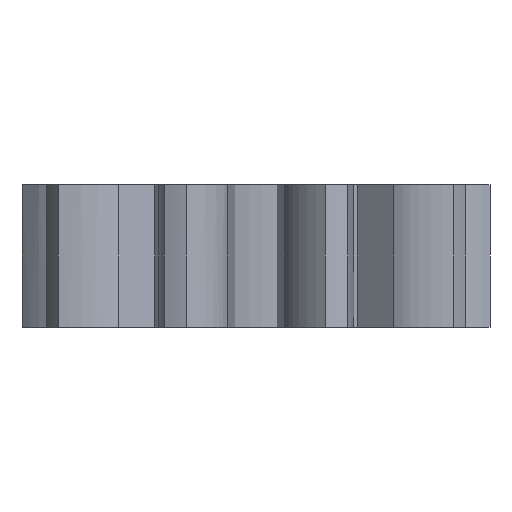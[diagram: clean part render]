
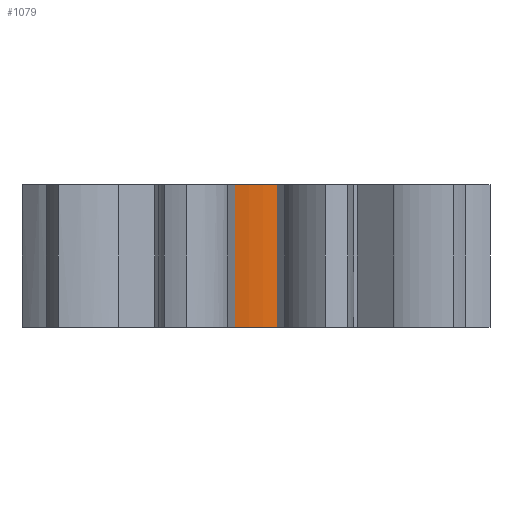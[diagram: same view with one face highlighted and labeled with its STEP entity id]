
A CAD part, left-side view. The second image highlights one B-rep face of the part: STEP entity #1079.
In plain terms, the highlighted cylindrical face has radius 0.939 mm (diameter 1.878 mm), a partial arc.
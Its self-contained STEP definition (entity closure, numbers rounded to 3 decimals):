
#29=CIRCLE('',#1139,0.939);
#47=CIRCLE('',#1170,0.939);
#66=CYLINDRICAL_SURFACE('',#1169,0.939);
#156=FACE_OUTER_BOUND('',#214,.T.);
#214=EDGE_LOOP('',(#852,#853,#854,#855));
#293=LINE('',#4319,#384);
#298=LINE('',#4782,#389);
#384=VECTOR('',#1334,10.);
#389=VECTOR('',#1347,10.);
#459=VERTEX_POINT('',#2564);
#460=VERTEX_POINT('',#2566);
#505=VERTEX_POINT('',#4318);
#509=VERTEX_POINT('',#4780);
#574=EDGE_CURVE('',#460,#459,#29,.T.);
#634=EDGE_CURVE('',#459,#505,#293,.T.);
#642=EDGE_CURVE('',#509,#505,#47,.T.);
#643=EDGE_CURVE('',#509,#460,#298,.T.);
#852=ORIENTED_EDGE('',*,*,#634,.T.);
#853=ORIENTED_EDGE('',*,*,#642,.F.);
#854=ORIENTED_EDGE('',*,*,#643,.T.);
#855=ORIENTED_EDGE('',*,*,#574,.T.);
#1079=ADVANCED_FACE('',(#156),#66,.T.);
#1139=AXIS2_PLACEMENT_3D('',#2567,#1249,#1250);
#1169=AXIS2_PLACEMENT_3D('',#4779,#1343,#1344);
#1170=AXIS2_PLACEMENT_3D('',#4781,#1345,#1346);
#1249=DIRECTION('center_axis',(0.,0.,1.));
#1250=DIRECTION('ref_axis',(1.,0.,0.));
#1334=DIRECTION('',(0.,0.,1.));
#1343=DIRECTION('center_axis',(0.,0.,1.));
#1344=DIRECTION('ref_axis',(-1.,0.,0.));
#1345=DIRECTION('center_axis',(0.,0.,1.));
#1346=DIRECTION('ref_axis',(1.,0.,0.));
#1347=DIRECTION('',(0.,0.,-1.));
#2564=CARTESIAN_POINT('',(-0.928,-0.148,0.));
#2566=CARTESIAN_POINT('',(-0.928,0.148,0.));
#2567=CARTESIAN_POINT('Origin',(0.,0.,0.));
#4318=CARTESIAN_POINT('',(-0.928,-0.148,1.));
#4319=CARTESIAN_POINT('',(-0.928,-0.148,0.));
#4779=CARTESIAN_POINT('Origin',(0.,0.,0.));
#4780=CARTESIAN_POINT('',(-0.928,0.148,1.));
#4781=CARTESIAN_POINT('Origin',(0.,0.,1.));
#4782=CARTESIAN_POINT('',(-0.928,0.148,0.));
